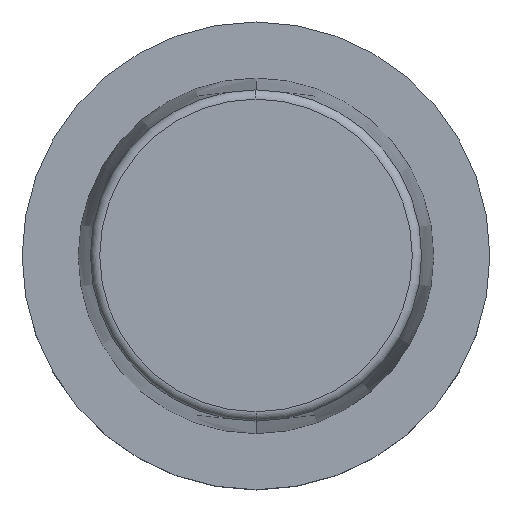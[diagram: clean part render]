
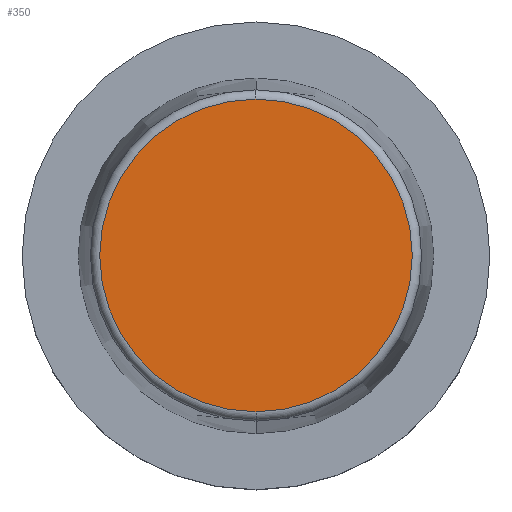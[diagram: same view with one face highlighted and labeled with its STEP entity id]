
A CAD part, top view. The second image highlights one B-rep face of the part: STEP entity #350.
In plain terms, the highlighted planar face has unit normal (0, 0, 1).
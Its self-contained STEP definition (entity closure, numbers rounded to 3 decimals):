
#224=VERTEX_POINT('',#619);
#276=EDGE_CURVE('',#224,#338,#677,.T.);
#338=VERTEX_POINT('',#746);
#350=ADVANCED_FACE('',(#762),#763,.T.);
#360=EDGE_CURVE('',#338,#224,#774,.T.);
#619=CARTESIAN_POINT('',(0.0,33.41,50.0));
#677=CIRCLE('',#1129,33.41);
#746=CARTESIAN_POINT('',(0.,-33.41,50.0));
#762=FACE_OUTER_BOUND('',#1234,.T.);
#763=PLANE('',#1235);
#774=CIRCLE('',#1248,33.41);
#1129=AXIS2_PLACEMENT_3D('',#1678,#1679,#1680);
#1234=EDGE_LOOP('',(#1792,#1793));
#1235=AXIS2_PLACEMENT_3D('',#1794,#1795,#1796);
#1248=AXIS2_PLACEMENT_3D('',#1807,#1808,#1809);
#1678=CARTESIAN_POINT('',(0.0,0.0,50.0));
#1679=DIRECTION('',(0.0,0.0,-1.0));
#1680=DIRECTION('',(0.0,1.0,0.0));
#1792=ORIENTED_EDGE('',*,*,#276,.F.);
#1793=ORIENTED_EDGE('',*,*,#360,.F.);
#1794=CARTESIAN_POINT('',(0.0,16.705,50.0));
#1795=DIRECTION('',(-0.0,0.0,1.0));
#1796=DIRECTION('',(0.0,-1.0,0.0));
#1807=CARTESIAN_POINT('',(0.0,0.0,50.0));
#1808=DIRECTION('',(0.0,0.0,-1.0));
#1809=DIRECTION('',(0.0,1.0,0.0));
